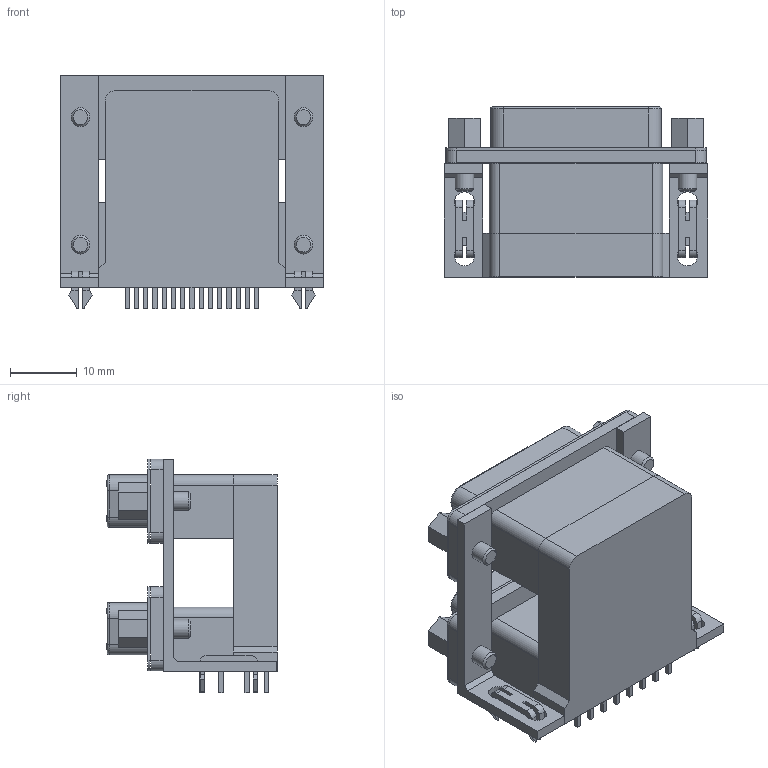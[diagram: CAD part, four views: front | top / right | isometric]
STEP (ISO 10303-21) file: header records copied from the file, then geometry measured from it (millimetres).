
FILE_DESCRIPTION(/* description */ (''),/* implementation_level */ '2;1');
FILE_NAME(/* name */ 'NORCOMP_178-015-513R571.stp',/* time_stamp */ '2015-05-28T15:13:00+02:00',/* author */ ('admchouv'),/* organization */ ('Anapro Tech'),/* preprocessor_version */ 'ST-DEVELOPER v15.5',/* originating_system */ 'AutoCAD Mechanical',/* authorisation */ '');
FILE_SCHEMA (('AUTOMOTIVE_DESIGN { 1 0 10303 214 3 1 1 }'));
Length unit declared in the file: millimetre
Products named in the file (1): Product
Bounding box: 39.32 x 25.43 x 34.95 mm (x, y, z)
Volume: 15727.8 mm3; surface area: 15287.6 mm2
Topology: 71 solids, 71 shells, 682 faces, 1592 edges, 1054 vertices
Faces by surface type: plane 474, cylinder 188, cone 12, torus 8
Full cylindrical faces by diameter (mm): 1.143 x30, 2.1 x4, 2.261 x8, 2.8 x4, 3.048 x8, 3.2 x4
Entity records: 19065 total; most frequent: CARTESIAN_POINT 3259, DIRECTION 3254, ORIENTED_EDGE 3000, EDGE_CURVE 1500, LINE 1104, VECTOR 1104, AXIS2_PLACEMENT_3D 1075, VERTEX_POINT 1032
